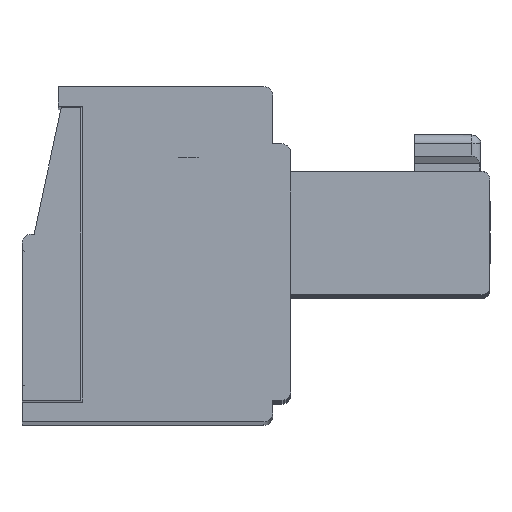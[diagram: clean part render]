
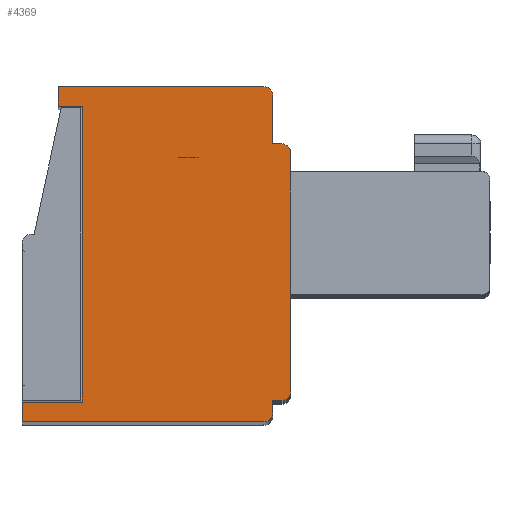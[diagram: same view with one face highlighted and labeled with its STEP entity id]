
A CAD part, top view. The second image highlights one B-rep face of the part: STEP entity #4369.
In plain terms, the highlighted planar face has unit normal (0, 0, 1).
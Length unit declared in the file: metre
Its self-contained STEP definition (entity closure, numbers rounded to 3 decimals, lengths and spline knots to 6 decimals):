
#4369=ADVANCED_FACE('',(#9117),#9118,.F.);
#9117=FACE_OUTER_BOUND('',#14186,.T.);
#9118=PLANE('',#14187);
#14186=EDGE_LOOP('',(#26919,#26920,#26921,#26922,#26923,#26924,#26925,#26926,#26927,#26928,#26929,#26930,#26931,#26932,#26933,#26934));
#14187=AXIS2_PLACEMENT_3D('',#26935,#26936,#26937);
#26919=ORIENTED_EDGE('',*,*,#34491,.F.);
#26920=ORIENTED_EDGE('',*,*,#34492,.T.);
#26921=ORIENTED_EDGE('',*,*,#34493,.T.);
#26922=ORIENTED_EDGE('',*,*,#34494,.T.);
#26923=ORIENTED_EDGE('',*,*,#34495,.T.);
#26924=ORIENTED_EDGE('',*,*,#34496,.T.);
#26925=ORIENTED_EDGE('',*,*,#34497,.T.);
#26926=ORIENTED_EDGE('',*,*,#34498,.T.);
#26927=ORIENTED_EDGE('',*,*,#34483,.F.);
#26928=ORIENTED_EDGE('',*,*,#34464,.T.);
#26929=ORIENTED_EDGE('',*,*,#34469,.T.);
#26930=ORIENTED_EDGE('',*,*,#34499,.T.);
#26931=ORIENTED_EDGE('',*,*,#34462,.T.);
#26932=ORIENTED_EDGE('',*,*,#34500,.T.);
#26933=ORIENTED_EDGE('',*,*,#34501,.T.);
#26934=ORIENTED_EDGE('',*,*,#34502,.T.);
#26935=CARTESIAN_POINT('',(0.013673,0.00851,0.065633));
#26936=DIRECTION('',(0.,0.,-1.0));
#26937=DIRECTION('',(0.0,-1.0,0.));
#34462=EDGE_CURVE('',#42561,#42563,#42565,.T.);
#34464=EDGE_CURVE('',#42567,#42568,#42569,.T.);
#34469=EDGE_CURVE('',#42568,#42576,#42577,.T.);
#34483=EDGE_CURVE('',#42567,#42599,#42600,.T.);
#34491=EDGE_CURVE('',#42612,#42613,#42614,.T.);
#34492=EDGE_CURVE('',#42612,#42615,#42616,.T.);
#34493=EDGE_CURVE('',#42615,#42617,#42618,.T.);
#34494=EDGE_CURVE('',#42617,#42619,#42620,.T.);
#34495=EDGE_CURVE('',#42619,#42621,#42622,.T.);
#34496=EDGE_CURVE('',#42621,#42623,#42624,.T.);
#34497=EDGE_CURVE('',#42623,#42625,#42626,.T.);
#34498=EDGE_CURVE('',#42625,#42599,#42627,.T.);
#34499=EDGE_CURVE('',#42576,#42561,#42628,.T.);
#34500=EDGE_CURVE('',#42563,#42629,#42630,.T.);
#34501=EDGE_CURVE('',#42629,#42631,#42632,.T.);
#34502=EDGE_CURVE('',#42631,#42613,#42633,.T.);
#42561=VERTEX_POINT('',#54435);
#42563=VERTEX_POINT('',#54438);
#42565=CIRCLE('',#54441,0.0003);
#42567=VERTEX_POINT('',#54443);
#42568=VERTEX_POINT('',#54444);
#42569=CIRCLE('',#54445,0.0003);
#42576=VERTEX_POINT('',#54454);
#42577=LINE('',#54455,#54456);
#42599=VERTEX_POINT('',#54485);
#42600=LINE('',#54486,#54487);
#42612=VERTEX_POINT('',#54504);
#42613=VERTEX_POINT('',#54505);
#42614=LINE('',#54506,#54507);
#42615=VERTEX_POINT('',#54508);
#42616=LINE('',#54509,#54510);
#42617=VERTEX_POINT('',#54511);
#42618=LINE('',#54512,#54513);
#42619=VERTEX_POINT('',#54514);
#42620=LINE('',#54515,#54516);
#42621=VERTEX_POINT('',#54517);
#42622=CIRCLE('',#54518,0.0003);
#42623=VERTEX_POINT('',#54519);
#42624=LINE('',#54520,#54521);
#42625=VERTEX_POINT('',#54522);
#42626=LINE('',#54523,#54524);
#42627=CIRCLE('',#54525,0.0003);
#42628=LINE('',#54526,#54527);
#42629=VERTEX_POINT('',#54528);
#42630=LINE('',#54529,#54530);
#42631=VERTEX_POINT('',#54531);
#42632=LINE('',#54532,#54533);
#42633=LINE('',#54534,#54535);
#54435=CARTESIAN_POINT('',(0.006773,0.01131,0.065633));
#54438=CARTESIAN_POINT('',(0.006473,0.01161,0.065633));
#54441=AXIS2_PLACEMENT_3D('',#60544,#60545,#60546);
#54443=CARTESIAN_POINT('',(0.007373,0.00941,0.065633));
#54444=CARTESIAN_POINT('',(0.007073,0.00971,0.065633));
#54445=AXIS2_PLACEMENT_3D('',#60547,#60548,#60549);
#54454=CARTESIAN_POINT('',(0.006773,0.00971,0.065633));
#54455=CARTESIAN_POINT('',(0.006773,0.00971,0.065633));
#54456=VECTOR('',#60555,1.0);
#54485=CARTESIAN_POINT('',(0.007373,0.00151,0.065633));
#54486=CARTESIAN_POINT('',(0.007373,0.00941,0.065633));
#54487=VECTOR('',#60572,1.0);
#54504=CARTESIAN_POINT('',(0.000473,0.00116,0.065633));
#54505=CARTESIAN_POINT('',(0.000473,0.01096,0.065633));
#54506=CARTESIAN_POINT('',(0.000473,0.00116,0.065633));
#54507=VECTOR('',#60581,1.0);
#54508=CARTESIAN_POINT('',(-0.001527,0.00116,0.065633));
#54509=CARTESIAN_POINT('',(0.013673,0.00116,0.065633));
#54510=VECTOR('',#60582,1.0);
#54511=CARTESIAN_POINT('',(-0.001527,0.00051,0.065633));
#54512=CARTESIAN_POINT('',(-0.001527,0.00851,0.065633));
#54513=VECTOR('',#60583,1.0);
#54514=CARTESIAN_POINT('',(0.006473,0.00051,0.065633));
#54515=CARTESIAN_POINT('',(0.013673,0.00051,0.065633));
#54516=VECTOR('',#60584,1.0);
#54517=CARTESIAN_POINT('',(0.006773,0.00081,0.065633));
#54518=AXIS2_PLACEMENT_3D('',#60585,#60586,#60587);
#54519=CARTESIAN_POINT('',(0.006773,0.00121,0.065633));
#54520=CARTESIAN_POINT('',(0.006773,0.00851,0.065633));
#54521=VECTOR('',#60588,1.0);
#54522=CARTESIAN_POINT('',(0.007073,0.00121,0.065633));
#54523=CARTESIAN_POINT('',(0.013673,0.00121,0.065633));
#54524=VECTOR('',#60589,1.0);
#54525=AXIS2_PLACEMENT_3D('',#60590,#60591,#60592);
#54526=CARTESIAN_POINT('',(0.006773,0.00851,0.065633));
#54527=VECTOR('',#60593,1.0);
#54528=CARTESIAN_POINT('',(-0.000327,0.01161,0.065633));
#54529=CARTESIAN_POINT('',(0.013673,0.01161,0.065633));
#54530=VECTOR('',#60594,1.0);
#54531=CARTESIAN_POINT('',(-0.000327,0.01096,0.065633));
#54532=CARTESIAN_POINT('',(-0.000327,0.00851,0.065633));
#54533=VECTOR('',#60595,1.0);
#54534=CARTESIAN_POINT('',(0.013673,0.01096,0.065633));
#54535=VECTOR('',#60596,1.0);
#60544=CARTESIAN_POINT('',(0.006473,0.01131,0.065633));
#60545=DIRECTION('',(0.,0.,1.0));
#60546=DIRECTION('',(-1.0,0.,0.));
#60547=CARTESIAN_POINT('',(0.007073,0.00941,0.065633));
#60548=DIRECTION('',(0.,0.,1.0));
#60549=DIRECTION('',(-1.0,0.0,0.));
#60555=DIRECTION('',(-1.0,0.,0.));
#60572=DIRECTION('',(0.,-1.0,0.0));
#60581=DIRECTION('',(0.,1.0,0.0));
#60582=DIRECTION('',(-1.0,0.,0.));
#60583=DIRECTION('',(0.,-1.0,0.));
#60584=DIRECTION('',(1.0,0.,0.));
#60585=CARTESIAN_POINT('',(0.006473,0.00081,0.065633));
#60586=DIRECTION('',(0.,0.,1.0));
#60587=DIRECTION('',(-1.0,0.,0.));
#60588=DIRECTION('',(0.,1.0,0.));
#60589=DIRECTION('',(1.0,0.,0.));
#60590=CARTESIAN_POINT('',(0.007073,0.00151,0.065633));
#60591=DIRECTION('',(0.,0.,1.0));
#60592=DIRECTION('',(-1.0,0.,0.));
#60593=DIRECTION('',(0.,1.0,0.));
#60594=DIRECTION('',(-1.0,0.,0.));
#60595=DIRECTION('',(0.,-1.0,0.));
#60596=DIRECTION('',(1.0,0.,0.));
